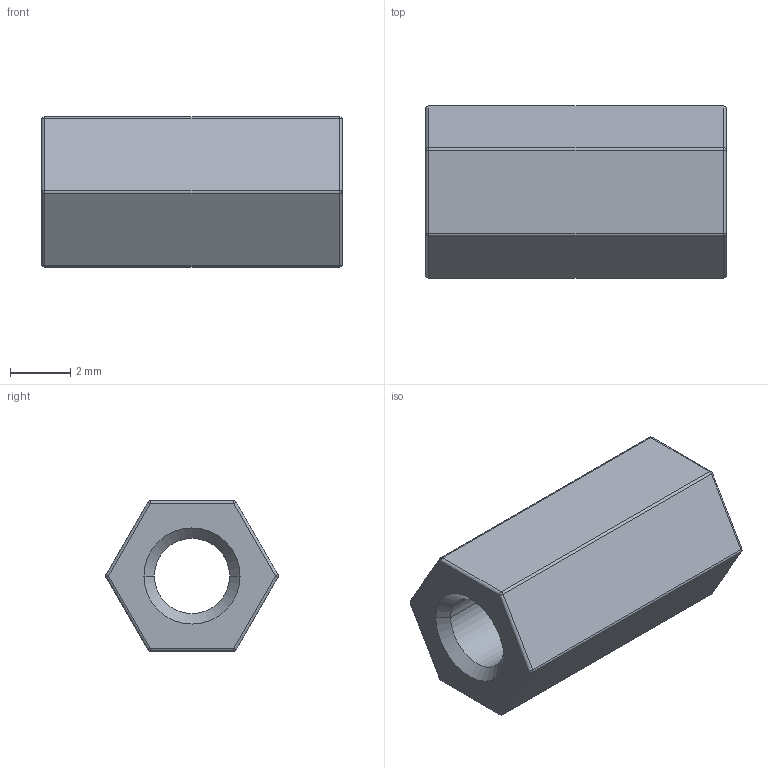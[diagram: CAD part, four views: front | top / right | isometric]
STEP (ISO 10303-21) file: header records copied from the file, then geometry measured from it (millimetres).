
FILE_DESCRIPTION (( 'STEP AP214' ), '1' );
FILE_NAME ('TFF-M3x10_DR123.STEP', '2018-07-07T10:38:41', ( 'User' ), ( '' ), 'SwSTEP 2.0', 'SolidWorks 2017', '' );
FILE_SCHEMA (( 'AUTOMOTIVE_DESIGN' ));
Length unit declared in the file: millimetre
Products named in the file (1): TFF-M3x10_DR123
Bounding box: 10 x 5.74 x 5 mm (x, y, z)
Volume: 166.3 mm3; surface area: 280.2 mm2
Topology: 1 solids, 1 shells, 48 faces, 102 edges, 52 vertices
Faces by surface type: cylinder 24, sphere 12, plane 8, cone 4
Entity records: 1254 total; most frequent: DIRECTION 240, CARTESIAN_POINT 191, ORIENTED_EDGE 188, AXIS2_PLACEMENT_3D 97, EDGE_CURVE 94, EDGE_LOOP 50, FACE_OUTER_BOUND 48, VERTEX_POINT 48
